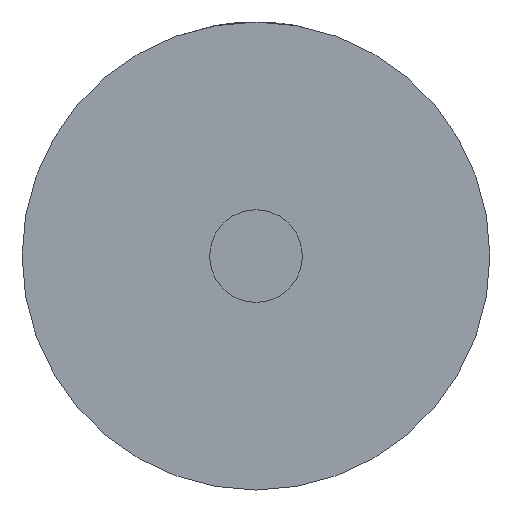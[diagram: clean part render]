
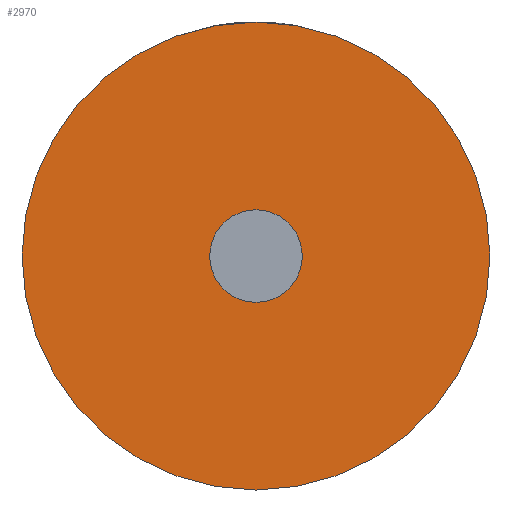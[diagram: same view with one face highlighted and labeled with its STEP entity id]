
A CAD part, left-side view. The second image highlights one B-rep face of the part: STEP entity #2970.
In plain terms, the highlighted planar face has unit normal (-1, 0, 0).
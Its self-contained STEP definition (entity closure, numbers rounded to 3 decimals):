
#59 = DIRECTION ( 'NONE',  ( 1., 0., 0. ) ) ;
#359 = CARTESIAN_POINT ( 'NONE',  ( 0., 0., -22.75 ) ) ;
#412 = DIRECTION ( 'NONE',  ( 0., 0., -1. ) ) ;
#448 = ORIENTED_EDGE ( 'NONE', *, *, #4573, .F. ) ;
#603 = FACE_BOUND ( 'NONE', #2425, .T. ) ;
#720 = DIRECTION ( 'NONE',  ( 0., 0., -1. ) ) ;
#749 = DIRECTION ( 'NONE',  ( -1., 0., 0. ) ) ;
#1452 = PLANE ( 'NONE',  #2596 ) ;
#1550 = FACE_OUTER_BOUND ( 'NONE', #3386, .T. ) ;
#2164 = DIRECTION ( 'NONE',  ( -1., 0., 0. ) ) ;
#2236 = EDGE_CURVE ( 'NONE', #3120, #2537, #3529, .T. ) ;
#2282 = ORIENTED_EDGE ( 'NONE', *, *, #3987, .F. ) ;
#2324 = CIRCLE ( 'NONE', #4202, 4.5 ) ;
#2358 = ORIENTED_EDGE ( 'NONE', *, *, #2894, .F. ) ;
#2377 = AXIS2_PLACEMENT_3D ( 'NONE', #4201, #2771, #4238 ) ;
#2405 = CARTESIAN_POINT ( 'NONE',  ( 0., 0., 4.5 ) ) ;
#2425 = EDGE_LOOP ( 'NONE', ( #2358, #448 ) ) ;
#2519 = DIRECTION ( 'NONE',  ( 0., 0., -1. ) ) ;
#2537 = VERTEX_POINT ( 'NONE', #359 ) ;
#2581 = CARTESIAN_POINT ( 'NONE',  ( 0., 0., 0. ) ) ;
#2596 = AXIS2_PLACEMENT_3D ( 'NONE', #4365, #59, #412 ) ;
#2771 = DIRECTION ( 'NONE',  ( 1., 0., 0. ) ) ;
#2864 = CIRCLE ( 'NONE', #3422, 4.5 ) ;
#2886 = DIRECTION ( 'NONE',  ( 0., 0., -1. ) ) ;
#2894 = EDGE_CURVE ( 'NONE', #3147, #3713, #2324, .T. ) ;
#2970 = ADVANCED_FACE ( 'NONE', ( #1550, #603 ), #1452, .F. ) ;
#3120 = VERTEX_POINT ( 'NONE', #3411 ) ;
#3147 = VERTEX_POINT ( 'NONE', #4184 ) ;
#3242 = ORIENTED_EDGE ( 'NONE', *, *, #2236, .F. ) ;
#3386 = EDGE_LOOP ( 'NONE', ( #3242, #2282 ) ) ;
#3411 = CARTESIAN_POINT ( 'NONE',  ( 0., 0., 22.75 ) ) ;
#3422 = AXIS2_PLACEMENT_3D ( 'NONE', #4009, #2164, #2519 ) ;
#3529 = CIRCLE ( 'NONE', #2377, 22.75 ) ;
#3713 = VERTEX_POINT ( 'NONE', #2405 ) ;
#3867 = CARTESIAN_POINT ( 'NONE',  ( 0., 0., 0. ) ) ;
#3885 = DIRECTION ( 'NONE',  ( 1., 0., 0. ) ) ;
#3987 = EDGE_CURVE ( 'NONE', #2537, #3120, #4450, .T. ) ;
#4009 = CARTESIAN_POINT ( 'NONE',  ( 0., 0., 0. ) ) ;
#4051 = AXIS2_PLACEMENT_3D ( 'NONE', #3867, #3885, #2886 ) ;
#4184 = CARTESIAN_POINT ( 'NONE',  ( 0., 0., -4.5 ) ) ;
#4201 = CARTESIAN_POINT ( 'NONE',  ( 0., 0., 0. ) ) ;
#4202 = AXIS2_PLACEMENT_3D ( 'NONE', #2581, #749, #720 ) ;
#4238 = DIRECTION ( 'NONE',  ( 0., 0., -1. ) ) ;
#4365 = CARTESIAN_POINT ( 'NONE',  ( 0., 0., 0. ) ) ;
#4450 = CIRCLE ( 'NONE', #4051, 22.75 ) ;
#4573 = EDGE_CURVE ( 'NONE', #3713, #3147, #2864, .T. ) ;
